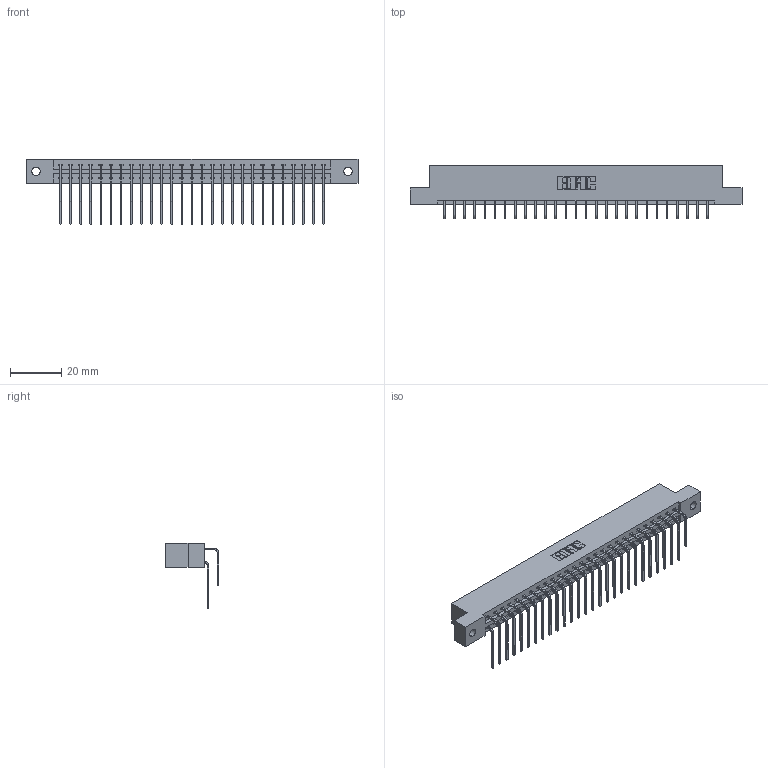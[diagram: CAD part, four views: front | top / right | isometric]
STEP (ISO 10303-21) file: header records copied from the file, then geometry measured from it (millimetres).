
FILE_DESCRIPTION (( 'STEP AP203' ), '1' );
FILE_NAME ('337-054-559-202.STEP', '2018-08-10T01:44:05', ( '' ), ( '' ), 'SwSTEP 2.0', 'SolidWorks 2016', '' );
FILE_SCHEMA (( 'CONFIG_CONTROL_DESIGN' ));
Length unit declared in the file: inch
Products named in the file (4): 337 Part_Flush Mounting Lugs - 0.128 Dia; 345-292-001_558 559 Tail - 1; 345-292-001_559 Tail - 2; 337-054-559-202
Assembly tree (55 placements, depth 2):
  337-054-559-202
    337 Part_Flush Mounting Lugs - 0.128 Dia
    345-292-001_558 559 Tail - 1  x27
    345-292-001_559 Tail - 2  x27
Bounding box: 130 x 20.9 x 25.53 mm (x, y, z)
Volume: 13775.3 mm3; surface area: 16718.8 mm2
Topology: 55 solids, 55 shells, 3138 faces, 9329 edges, 6146 vertices
Faces by surface type: plane 2230, cylinder 908
Entity records: 24661 total; most frequent: CARTESIAN_POINT 4213, ORIENTED_EDGE 4098, DIRECTION 3593, EDGE_CURVE 2049, LINE 1881, VECTOR 1881, VERTEX_POINT 1362, AXIS2_PLACEMENT_3D 856
